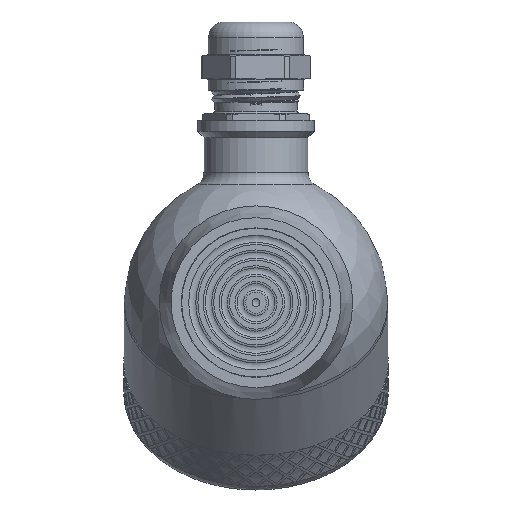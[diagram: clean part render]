
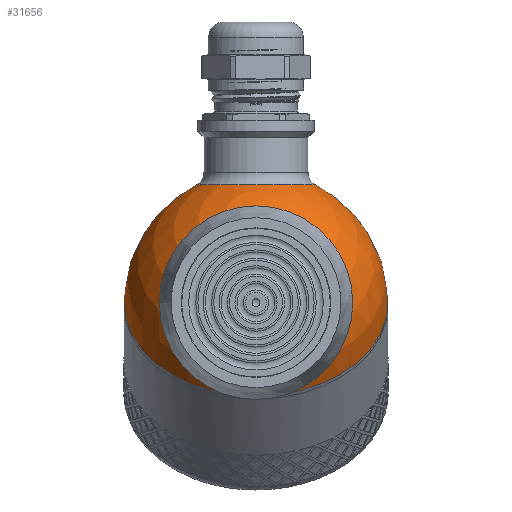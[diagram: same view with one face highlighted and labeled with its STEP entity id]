
A CAD part, left-side view. The second image highlights one B-rep face of the part: STEP entity #31656.
In plain terms, the highlighted spherical face has radius 30 mm.
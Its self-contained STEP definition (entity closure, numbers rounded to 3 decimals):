
#149=SPHERICAL_SURFACE('',#33395,30.);
#1568=FACE_BOUND('',#6133,.T.);
#1569=FACE_BOUND('',#6134,.T.);
#3961=FACE_OUTER_BOUND('',#6132,.T.);
#6132=EDGE_LOOP('',(#29220,#29221,#29222,#29223));
#6133=EDGE_LOOP('',(#29224));
#6134=EDGE_LOOP('',(#29225));
#6874=CIRCLE('',#33392,15.643);
#6877=CIRCLE('',#33396,30.);
#6878=CIRCLE('',#33397,30.);
#6879=CIRCLE('',#33398,30.);
#6880=CIRCLE('',#33399,13.5);
#14931=VERTEX_POINT('',#83485);
#14933=VERTEX_POINT('',#83491);
#14934=VERTEX_POINT('',#83492);
#14935=VERTEX_POINT('',#83494);
#14936=VERTEX_POINT('',#83497);
#19706=EDGE_CURVE('',#14931,#14931,#6874,.T.);
#19709=EDGE_CURVE('',#14933,#14934,#6877,.T.);
#19710=EDGE_CURVE('',#14933,#14935,#6878,.T.);
#19711=EDGE_CURVE('',#14934,#14933,#6879,.T.);
#19712=EDGE_CURVE('',#14936,#14936,#6880,.T.);
#29220=ORIENTED_EDGE('',*,*,#19709,.F.);
#29221=ORIENTED_EDGE('',*,*,#19710,.T.);
#29222=ORIENTED_EDGE('',*,*,#19710,.F.);
#29223=ORIENTED_EDGE('',*,*,#19711,.F.);
#29224=ORIENTED_EDGE('',*,*,#19706,.F.);
#29225=ORIENTED_EDGE('',*,*,#19712,.F.);
#31656=ADVANCED_FACE('',(#3961,#1568,#1569),#149,.T.);
#33392=AXIS2_PLACEMENT_3D('',#83486,#37539,#37540);
#33395=AXIS2_PLACEMENT_3D('',#83490,#37545,#37546);
#33396=AXIS2_PLACEMENT_3D('',#83493,#37547,#37548);
#33397=AXIS2_PLACEMENT_3D('',#83495,#37549,#37550);
#33398=AXIS2_PLACEMENT_3D('',#83496,#37551,#37552);
#33399=AXIS2_PLACEMENT_3D('',#83498,#37553,#37554);
#37539=DIRECTION('center_axis',(-0.707,0.,0.707));
#37540=DIRECTION('ref_axis',(0.707,0.,0.707));
#37545=DIRECTION('center_axis',(1.,0.,0.));
#37546=DIRECTION('ref_axis',(0.,-1.,0.));
#37547=DIRECTION('center_axis',(1.,0.,0.));
#37548=DIRECTION('ref_axis',(0.,1.,0.));
#37549=DIRECTION('center_axis',(0.,0.,1.));
#37550=DIRECTION('ref_axis',(0.,1.,0.));
#37551=DIRECTION('center_axis',(1.,0.,0.));
#37552=DIRECTION('ref_axis',(0.,1.,0.));
#37553=DIRECTION('center_axis',(-0.707,0.,-0.707));
#37554=DIRECTION('ref_axis',(-0.707,0.,0.707));
#83485=CARTESIAN_POINT('',(-29.162,0.,7.04));
#83486=CARTESIAN_POINT('Origin',(-18.101,0.,18.101));
#83490=CARTESIAN_POINT('Origin',(0.,0.,0.));
#83491=CARTESIAN_POINT('',(0.,30.,0.));
#83492=CARTESIAN_POINT('',(0.,-30.,0.));
#83493=CARTESIAN_POINT('Origin',(0.,0.,0.));
#83494=CARTESIAN_POINT('',(-30.,0.,0.));
#83495=CARTESIAN_POINT('Origin',(0.,0.,0.));
#83496=CARTESIAN_POINT('Origin',(0.,0.,0.));
#83497=CARTESIAN_POINT('',(-9.398,0.,-28.49));
#83498=CARTESIAN_POINT('Origin',(-18.944,0.,-18.944));
